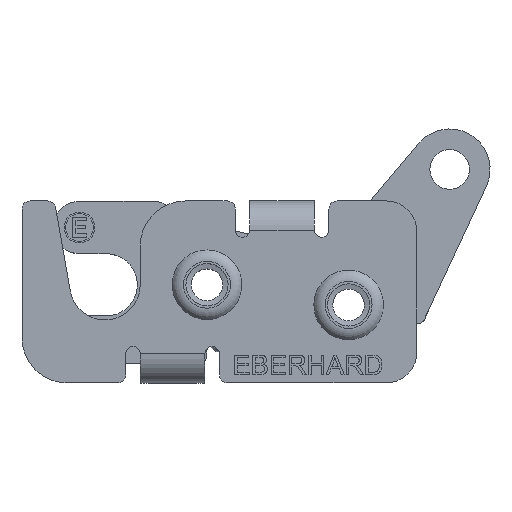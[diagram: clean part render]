
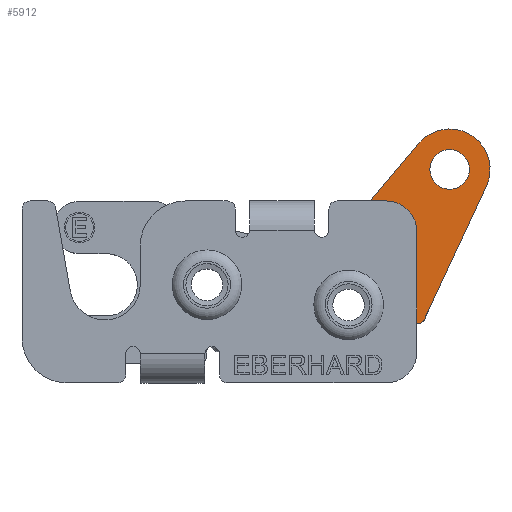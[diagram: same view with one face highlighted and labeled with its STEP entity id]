
A CAD part, top view. The second image highlights one B-rep face of the part: STEP entity #5912.
In plain terms, the highlighted planar face has unit normal (0, 0, 1).
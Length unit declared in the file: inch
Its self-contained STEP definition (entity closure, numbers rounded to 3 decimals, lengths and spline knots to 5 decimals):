
#309=CIRCLE('',#6481,0.125);
#312=CIRCLE('',#6486,0.04688);
#313=CIRCLE('',#6488,0.562);
#315=CIRCLE('',#6491,0.359);
#316=CIRCLE('',#6492,0.04);
#317=CIRCLE('',#6493,0.04);
#318=CIRCLE('',#6494,0.25);
#319=CIRCLE('',#6495,0.1875);
#320=CIRCLE('',#6496,0.04688);
#321=CIRCLE('',#6497,0.22375);
#322=CIRCLE('',#6498,0.1225);
#383=FACE_BOUND('',#1168,.T.);
#384=FACE_BOUND('',#1169,.T.);
#815=FACE_OUTER_BOUND('',#1167,.T.);
#1167=EDGE_LOOP('',(#5232,#5233,#5234,#5235,#5236,#5237,#5238,#5239,#5240,
#5241,#5242,#5243,#5244,#5245,#5246));
#1168=EDGE_LOOP('',(#5247));
#1169=EDGE_LOOP('',(#5248));
#1757=LINE('',#10205,#2338);
#1762=LINE('',#10223,#2343);
#1763=LINE('',#10229,#2344);
#1764=LINE('',#10233,#2345);
#1765=LINE('',#10237,#2346);
#1766=LINE('',#10241,#2347);
#2338=VECTOR('',#7881,0.3937);
#2343=VECTOR('',#7900,0.3937);
#2344=VECTOR('',#7905,0.3937);
#2345=VECTOR('',#7908,0.3937);
#2346=VECTOR('',#7911,0.3937);
#2347=VECTOR('',#7914,0.3937);
#2855=VERTEX_POINT('',#10195);
#2856=VERTEX_POINT('',#10196);
#2859=VERTEX_POINT('',#10204);
#2862=VERTEX_POINT('',#10212);
#2863=VERTEX_POINT('',#10216);
#2865=VERTEX_POINT('',#10222);
#2866=VERTEX_POINT('',#10224);
#2867=VERTEX_POINT('',#10226);
#2868=VERTEX_POINT('',#10228);
#2869=VERTEX_POINT('',#10230);
#2870=VERTEX_POINT('',#10232);
#2871=VERTEX_POINT('',#10234);
#2872=VERTEX_POINT('',#10236);
#2873=VERTEX_POINT('',#10238);
#2874=VERTEX_POINT('',#10240);
#2875=VERTEX_POINT('',#10243);
#2876=VERTEX_POINT('',#10245);
#3653=EDGE_CURVE('',#2855,#2856,#309,.T.);
#3657=EDGE_CURVE('',#2859,#2856,#1757,.T.);
#3661=EDGE_CURVE('',#2859,#2862,#312,.T.);
#3663=EDGE_CURVE('',#2863,#2862,#313,.T.);
#3666=EDGE_CURVE('',#2855,#2865,#1762,.T.);
#3667=EDGE_CURVE('',#2865,#2866,#315,.T.);
#3668=EDGE_CURVE('',#2867,#2866,#316,.T.);
#3669=EDGE_CURVE('',#2867,#2868,#1763,.T.);
#3670=EDGE_CURVE('',#2869,#2868,#317,.T.);
#3671=EDGE_CURVE('',#2869,#2870,#1764,.T.);
#3672=EDGE_CURVE('',#2870,#2871,#318,.T.);
#3673=EDGE_CURVE('',#2871,#2872,#1765,.T.);
#3674=EDGE_CURVE('',#2873,#2872,#319,.T.);
#3675=EDGE_CURVE('',#2873,#2874,#1766,.T.);
#3676=EDGE_CURVE('',#2863,#2874,#320,.T.);
#3677=EDGE_CURVE('',#2875,#2875,#321,.T.);
#3678=EDGE_CURVE('',#2876,#2876,#322,.T.);
#5232=ORIENTED_EDGE('',*,*,#3661,.F.);
#5233=ORIENTED_EDGE('',*,*,#3657,.T.);
#5234=ORIENTED_EDGE('',*,*,#3653,.F.);
#5235=ORIENTED_EDGE('',*,*,#3666,.T.);
#5236=ORIENTED_EDGE('',*,*,#3667,.T.);
#5237=ORIENTED_EDGE('',*,*,#3668,.F.);
#5238=ORIENTED_EDGE('',*,*,#3669,.T.);
#5239=ORIENTED_EDGE('',*,*,#3670,.F.);
#5240=ORIENTED_EDGE('',*,*,#3671,.T.);
#5241=ORIENTED_EDGE('',*,*,#3672,.T.);
#5242=ORIENTED_EDGE('',*,*,#3673,.T.);
#5243=ORIENTED_EDGE('',*,*,#3674,.F.);
#5244=ORIENTED_EDGE('',*,*,#3675,.T.);
#5245=ORIENTED_EDGE('',*,*,#3676,.F.);
#5246=ORIENTED_EDGE('',*,*,#3663,.T.);
#5247=ORIENTED_EDGE('',*,*,#3677,.T.);
#5248=ORIENTED_EDGE('',*,*,#3678,.T.);
#5596=PLANE('',#6490);
#5912=ADVANCED_FACE('',(#815,#383,#384),#5596,.T.);
#6481=AXIS2_PLACEMENT_3D('',#10197,#7873,#7874);
#6486=AXIS2_PLACEMENT_3D('',#10213,#7888,#7889);
#6488=AXIS2_PLACEMENT_3D('',#10217,#7893,#7894);
#6490=AXIS2_PLACEMENT_3D('',#10221,#7898,#7899);
#6491=AXIS2_PLACEMENT_3D('',#10225,#7901,#7902);
#6492=AXIS2_PLACEMENT_3D('',#10227,#7903,#7904);
#6493=AXIS2_PLACEMENT_3D('',#10231,#7906,#7907);
#6494=AXIS2_PLACEMENT_3D('',#10235,#7909,#7910);
#6495=AXIS2_PLACEMENT_3D('',#10239,#7912,#7913);
#6496=AXIS2_PLACEMENT_3D('',#10242,#7915,#7916);
#6497=AXIS2_PLACEMENT_3D('',#10244,#7917,#7918);
#6498=AXIS2_PLACEMENT_3D('',#10246,#7919,#7920);
#7873=DIRECTION('center_axis',(0.,0.,1.));
#7874=DIRECTION('ref_axis',(0.814,0.581,0.));
#7881=DIRECTION('',(0.946,-0.326,0.));
#7888=DIRECTION('center_axis',(0.,0.,-1.));
#7889=DIRECTION('ref_axis',(-0.916,-0.401,0.));
#7893=DIRECTION('center_axis',(0.,0.,1.));
#7894=DIRECTION('ref_axis',(-0.742,0.67,0.));
#7898=DIRECTION('center_axis',(0.,0.,1.));
#7899=DIRECTION('ref_axis',(1.,0.,0.));
#7900=DIRECTION('',(0.,-1.,0.));
#7901=DIRECTION('center_axis',(0.,0.,1.));
#7902=DIRECTION('ref_axis',(-1.,0.,0.));
#7903=DIRECTION('center_axis',(0.,0.,1.));
#7904=DIRECTION('ref_axis',(-0.454,0.891,0.));
#7905=DIRECTION('',(0.966,-0.259,0.));
#7906=DIRECTION('center_axis',(0.,0.,-1.));
#7907=DIRECTION('ref_axis',(0.423,-0.906,0.));
#7908=DIRECTION('',(0.423,0.906,0.));
#7909=DIRECTION('center_axis',(0.,0.,1.));
#7910=DIRECTION('ref_axis',(0.906,-0.423,0.));
#7911=DIRECTION('',(-0.643,-0.766,0.));
#7912=DIRECTION('center_axis',(0.,0.,1.));
#7913=DIRECTION('ref_axis',(0.423,-0.906,0.));
#7914=DIRECTION('',(-1.,0.,0.));
#7915=DIRECTION('center_axis',(0.,0.,-1.));
#7916=DIRECTION('ref_axis',(-0.424,0.905,0.));
#7917=DIRECTION('center_axis',(0.,0.,-1.));
#7918=DIRECTION('ref_axis',(1.,0.,0.));
#7919=DIRECTION('center_axis',(0.,0.,-1.));
#7920=DIRECTION('ref_axis',(1.,0.,0.));
#10195=CARTESIAN_POINT('',(-0.359,0.02957,0.));
#10196=CARTESIAN_POINT('',(-0.4433,0.14776,0.));
#10197=CARTESIAN_POINT('Origin',(-0.484,0.02957,0.));
#10204=CARTESIAN_POINT('',(-0.48692,0.16278,0.));
#10205=CARTESIAN_POINT('',(-0.53287,0.1786,0.));
#10212=CARTESIAN_POINT('',(-0.51458,0.22594,0.));
#10213=CARTESIAN_POINT('Origin',(-0.47166,0.2071,0.));
#10216=CARTESIAN_POINT('',(-0.43191,0.35958,0.));
#10217=CARTESIAN_POINT('Origin',(0.,0.,0.));
#10221=CARTESIAN_POINT('Origin',(0.21444,0.34002,0.));
#10222=CARTESIAN_POINT('',(-0.359,0.,0.));
#10223=CARTESIAN_POINT('',(-0.359,0.11873,0.));
#10224=CARTESIAN_POINT('',(0.33505,-0.12893,0.));
#10225=CARTESIAN_POINT('Origin',(0.,0.,0.));
#10226=CARTESIAN_POINT('',(0.38274,-0.10465,0.));
#10227=CARTESIAN_POINT('Origin',(0.37238,-0.14329,0.));
#10228=CARTESIAN_POINT('',(0.42013,-0.11467,0.));
#10229=CARTESIAN_POINT('',(0.34624,-0.09487,0.));
#10230=CARTESIAN_POINT('',(0.46674,-0.09294,0.));
#10231=CARTESIAN_POINT('Origin',(0.43049,-0.07604,
0.));
#10232=CARTESIAN_POINT('',(0.85158,0.73235,0.));
#10233=CARTESIAN_POINT('',(0.45255,-0.12336,0.));
#10234=CARTESIAN_POINT('',(0.43349,0.9987,0.));
#10235=CARTESIAN_POINT('Origin',(0.625,0.838,0.));
#10236=CARTESIAN_POINT('',(-0.03242,0.44344,0.));
#10237=CARTESIAN_POINT('',(0.43349,0.9987,0.));
#10238=CARTESIAN_POINT('',(-0.17606,0.37647,0.));
#10239=CARTESIAN_POINT('Origin',(-0.17606,0.56397,0.));
#10240=CARTESIAN_POINT('',(-0.39588,0.37647,0.));
#10241=CARTESIAN_POINT('',(-0.08862,0.37647,0.));
#10242=CARTESIAN_POINT('Origin',(-0.39588,0.32959,0.));
#10243=CARTESIAN_POINT('',(-0.22375,0.,0.));
#10244=CARTESIAN_POINT('Origin',(0.,0.,0.));
#10245=CARTESIAN_POINT('',(0.5025,0.838,0.));
#10246=CARTESIAN_POINT('Origin',(0.625,0.838,0.));
